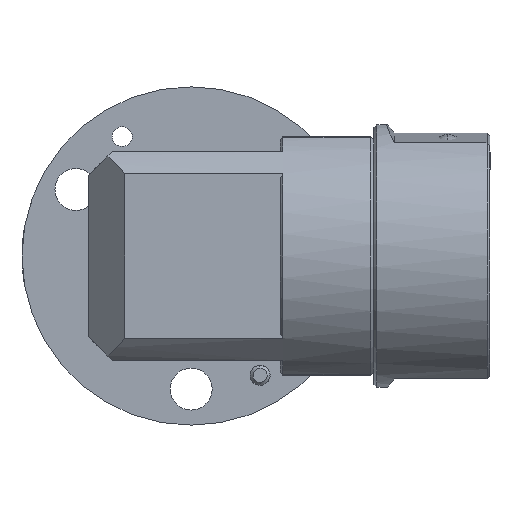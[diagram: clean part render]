
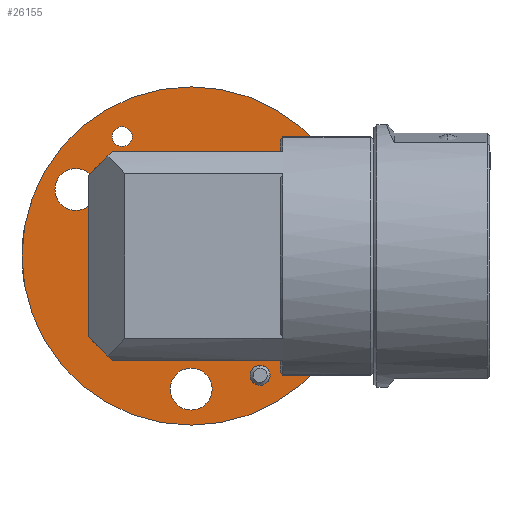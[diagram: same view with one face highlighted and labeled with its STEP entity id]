
A CAD part, left-side view. The second image highlights one B-rep face of the part: STEP entity #26155.
In plain terms, the highlighted face is planar.
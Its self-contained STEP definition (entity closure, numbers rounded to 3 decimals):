
#2688 = CIRCLE ( 'NONE', #2722, 28.25 ) ;
#2718 = CARTESIAN_POINT ( 'NONE',  ( 10.7, 19.247, -14.613 ) ) ;
#2722 = AXIS2_PLACEMENT_3D ( 'NONE', #2768, #2759, #2758 ) ;
#2739 = CIRCLE ( 'NONE', #2773, 1.65 ) ;
#2743 = CARTESIAN_POINT ( 'NONE',  ( 10.7, 11.505, -18.277 ) ) ;
#2758 = DIRECTION ( 'NONE',  ( 0., 0., 1. ) ) ;
#2759 = DIRECTION ( 'NONE',  ( -1., 0., 0. ) ) ;
#2768 = CARTESIAN_POINT ( 'NONE',  ( 10.7, 0., 0. ) ) ;
#2770 = DIRECTION ( 'NONE',  ( 0., 0., 1. ) ) ;
#2771 = DIRECTION ( 'NONE',  ( -1., 0., 0. ) ) ;
#2772 = CARTESIAN_POINT ( 'NONE',  ( 10.7, 11.505, -19.927 ) ) ;
#2773 = AXIS2_PLACEMENT_3D ( 'NONE', #2772, #2771, #2770 ) ;
#2774 = AXIS2_PLACEMENT_3D ( 'NONE', #2785, #2838, #2837 ) ;
#2784 = CIRCLE ( 'NONE', #2774, 16.1 ) ;
#2785 = CARTESIAN_POINT ( 'NONE',  ( 10.7, 0., 0. ) ) ;
#2788 = AXIS2_PLACEMENT_3D ( 'NONE', #2821, #2820, #2819 ) ;
#2796 = CIRCLE ( 'NONE', #2788, 3.5 ) ;
#2819 = DIRECTION ( 'NONE',  ( 0., 0., 1. ) ) ;
#2820 = DIRECTION ( 'NONE',  ( -1., 0., 0. ) ) ;
#2821 = CARTESIAN_POINT ( 'NONE',  ( 10.7, 19.247, -11.113 ) ) ;
#2837 = DIRECTION ( 'NONE',  ( 0., 0., 1. ) ) ;
#2838 = DIRECTION ( 'NONE',  ( -1., 0., 0. ) ) ;
#2859 = CARTESIAN_POINT ( 'NONE',  ( 10.7, 11.505, -21.577 ) ) ;
#2863 = CARTESIAN_POINT ( 'NONE',  ( 10.7, -11.505, 21.577 ) ) ;
#2929 = CARTESIAN_POINT ( 'NONE',  ( 10.7, 19.247, -7.613 ) ) ;
#2978 = DIRECTION ( 'NONE',  ( 0., 0., 1. ) ) ;
#2979 = DIRECTION ( 'NONE',  ( -1., 0., 0. ) ) ;
#2980 = AXIS2_PLACEMENT_3D ( 'NONE', #3035, #3034, #3033 ) ;
#2982 = CIRCLE ( 'NONE', #2980, 1.65 ) ;
#2983 = CARTESIAN_POINT ( 'NONE',  ( 10.7, 28.25, 0. ) ) ;
#2984 = CARTESIAN_POINT ( 'NONE',  ( 10.7, -19.247, -11.113 ) ) ;
#2985 = FACE_BOUND ( 'NONE', #25950, .T. ) ;
#2986 = FACE_OUTER_BOUND ( 'NONE', #26226, .T. ) ;
#2990 = PLANE ( 'NONE',  #3005 ) ;
#2991 = FACE_BOUND ( 'NONE', #26109, .T. ) ;
#2995 = FACE_BOUND ( 'NONE', #26234, .T. ) ;
#2998 = FACE_BOUND ( 'NONE', #26187, .T. ) ;
#3004 = FACE_BOUND ( 'NONE', #26233, .T. ) ;
#3005 = AXIS2_PLACEMENT_3D ( 'NONE', #2983, #2979, #2978 ) ;
#3008 = FACE_BOUND ( 'NONE', #26241, .T. ) ;
#3033 = DIRECTION ( 'NONE',  ( 0., 0., 1. ) ) ;
#3034 = DIRECTION ( 'NONE',  ( -1., 0., 0. ) ) ;
#3035 = CARTESIAN_POINT ( 'NONE',  ( 10.7, -11.505, 19.927 ) ) ;
#3039 = CARTESIAN_POINT ( 'NONE',  ( 10.7, 0., 22.225 ) ) ;
#3040 = DIRECTION ( 'NONE',  ( 0., 0., 1. ) ) ;
#3041 = CIRCLE ( 'NONE', #3051, 1.65 ) ;
#3044 = DIRECTION ( 'NONE',  ( 0., 0., 1. ) ) ;
#3045 = DIRECTION ( 'NONE',  ( -1., 0., 0. ) ) ;
#3046 = CARTESIAN_POINT ( 'NONE',  ( 10.7, 11.505, -19.927 ) ) ;
#3047 = AXIS2_PLACEMENT_3D ( 'NONE', #3046, #3045, #3044 ) ;
#3048 = CIRCLE ( 'NONE', #3047, 1.65 ) ;
#3049 = DIRECTION ( 'NONE',  ( -1., 0., 0. ) ) ;
#3050 = CARTESIAN_POINT ( 'NONE',  ( 10.7, -11.505, 19.927 ) ) ;
#3051 = AXIS2_PLACEMENT_3D ( 'NONE', #3050, #3049, #3040 ) ;
#3052 = DIRECTION ( 'NONE',  ( 0., 0., 1. ) ) ;
#3053 = DIRECTION ( 'NONE',  ( -1., 0., 0. ) ) ;
#3054 = AXIS2_PLACEMENT_3D ( 'NONE', #2984, #3053, #3052 ) ;
#3065 = CIRCLE ( 'NONE', #3054, 3.5 ) ;
#3090 = DIRECTION ( 'NONE',  ( 0., 0., 1. ) ) ;
#3091 = DIRECTION ( 'NONE',  ( -1., 0., 0. ) ) ;
#3092 = AXIS2_PLACEMENT_3D ( 'NONE', #3039, #3091, #3090 ) ;
#3099 = CIRCLE ( 'NONE', #3092, 3.5 ) ;
#3107 = CARTESIAN_POINT ( 'NONE',  ( 10.7, 19.247, -11.113 ) ) ;
#3148 = CARTESIAN_POINT ( 'NONE',  ( 10.7, -11.505, 18.277 ) ) ;
#3161 = DIRECTION ( 'NONE',  ( 0., 0., 1. ) ) ;
#3162 = DIRECTION ( 'NONE',  ( -1., 0., 0. ) ) ;
#3163 = AXIS2_PLACEMENT_3D ( 'NONE', #3107, #3162, #3161 ) ;
#3164 = CIRCLE ( 'NONE', #3163, 3.5 ) ;
#3447 = AXIS2_PLACEMENT_3D ( 'NONE', #3491, #3493, #3482 ) ;
#3482 = DIRECTION ( 'NONE',  ( 0., 0., 1. ) ) ;
#3491 = CARTESIAN_POINT ( 'NONE',  ( 10.7, -19.247, -11.113 ) ) ;
#3493 = DIRECTION ( 'NONE',  ( -1., 0., 0. ) ) ;
#3495 = CIRCLE ( 'NONE', #3447, 3.5 ) ;
#3497 = AXIS2_PLACEMENT_3D ( 'NONE', #3507, #3555, #3554 ) ;
#3501 = CARTESIAN_POINT ( 'NONE',  ( 10.7, 0., 25.725 ) ) ;
#3507 = CARTESIAN_POINT ( 'NONE',  ( 10.7, 0., 0. ) ) ;
#3512 = CARTESIAN_POINT ( 'NONE',  ( 10.7, -19.247, -14.613 ) ) ;
#3514 = CIRCLE ( 'NONE', #3497, 16.1 ) ;
#3554 = DIRECTION ( 'NONE',  ( 0., 0., 1. ) ) ;
#3555 = DIRECTION ( 'NONE',  ( -1., 0., 0. ) ) ;
#3563 = DIRECTION ( 'NONE',  ( -1., 0., 0. ) ) ;
#3577 = CIRCLE ( 'NONE', #3620, 3.5 ) ;
#3619 = DIRECTION ( 'NONE',  ( 0., 0., 1. ) ) ;
#3620 = AXIS2_PLACEMENT_3D ( 'NONE', #3629, #3563, #3619 ) ;
#3629 = CARTESIAN_POINT ( 'NONE',  ( 10.7, 0., 22.225 ) ) ;
#3716 = CARTESIAN_POINT ( 'NONE',  ( 10.7, -19.247, -7.613 ) ) ;
#3759 = CARTESIAN_POINT ( 'NONE',  ( 10.7, 0., 18.725 ) ) ;
#3905 = CARTESIAN_POINT ( 'NONE',  ( 10.7, 0., 16.1 ) ) ;
#4022 = CARTESIAN_POINT ( 'NONE',  ( 10.7, 0., -16.1 ) ) ;
#4047 = CARTESIAN_POINT ( 'NONE',  ( 10.7, 0., 28.25 ) ) ;
#4436 = DIRECTION ( 'NONE',  ( 0., 0., 1. ) ) ;
#4437 = DIRECTION ( 'NONE',  ( -1., 0., 0. ) ) ;
#4438 = AXIS2_PLACEMENT_3D ( 'NONE', #4448, #4437, #4436 ) ;
#4448 = CARTESIAN_POINT ( 'NONE',  ( 10.7, 0., 0. ) ) ;
#4464 = CIRCLE ( 'NONE', #4438, 28.25 ) ;
#4497 = CARTESIAN_POINT ( 'NONE',  ( 10.7, 0., -28.25 ) ) ;
#25950 = EDGE_LOOP ( 'NONE', ( #29147, #26525 ) ) ;
#26025 = VERTEX_POINT ( 'NONE', #2718 ) ;
#26032 = EDGE_CURVE ( 'NONE', #26084, #26047, #2739, .T. ) ;
#26036 = EDGE_CURVE ( 'NONE', #32169, #29385, #2688, .T. ) ;
#26047 = VERTEX_POINT ( 'NONE', #2743 ) ;
#26059 = EDGE_CURVE ( 'NONE', #29291, #28974, #2784, .T. ) ;
#26062 = EDGE_CURVE ( 'NONE', #26025, #26119, #2796, .T. ) ;
#26083 = VERTEX_POINT ( 'NONE', #2863 ) ;
#26084 = VERTEX_POINT ( 'NONE', #2859 ) ;
#26109 = EDGE_LOOP ( 'NONE', ( #26110, #26173 ) ) ;
#26110 = ORIENTED_EDGE ( 'NONE', *, *, #26189, .T. ) ;
#26119 = VERTEX_POINT ( 'NONE', #2929 ) ;
#26130 = ORIENTED_EDGE ( 'NONE', *, *, #26062, .T. ) ;
#26131 = ORIENTED_EDGE ( 'NONE', *, *, #26156, .T. ) ;
#26132 = ORIENTED_EDGE ( 'NONE', *, *, #26195, .T. ) ;
#26155 = ADVANCED_FACE ( 'NONE', ( #2998, #2991, #2995, #3004, #3008, #2986, #2985 ), #2990, .F. ) ;
#26156 = EDGE_CURVE ( 'NONE', #26252, #26083, #2982, .T. ) ;
#26173 = ORIENTED_EDGE ( 'NONE', *, *, #26032, .T. ) ;
#26179 = ORIENTED_EDGE ( 'NONE', *, *, #27171, .T. ) ;
#26180 = ORIENTED_EDGE ( 'NONE', *, *, #26240, .T. ) ;
#26184 = EDGE_CURVE ( 'NONE', #28231, #27287, #3065, .T. ) ;
#26187 = EDGE_LOOP ( 'NONE', ( #26132, #26131 ) ) ;
#26189 = EDGE_CURVE ( 'NONE', #26047, #26084, #3048, .T. ) ;
#26195 = EDGE_CURVE ( 'NONE', #26083, #26252, #3041, .T. ) ;
#26196 = ORIENTED_EDGE ( 'NONE', *, *, #27772, .T. ) ;
#26201 = EDGE_CURVE ( 'NONE', #27316, #28237, #3099, .T. ) ;
#26219 = ORIENTED_EDGE ( 'NONE', *, *, #26201, .T. ) ;
#26226 = EDGE_LOOP ( 'NONE', ( #26227, #27517 ) ) ;
#26227 = ORIENTED_EDGE ( 'NONE', *, *, #32064, .F. ) ;
#26233 = EDGE_LOOP ( 'NONE', ( #26245, #26179 ) ) ;
#26234 = EDGE_LOOP ( 'NONE', ( #26180, #26130 ) ) ;
#26240 = EDGE_CURVE ( 'NONE', #26119, #26025, #3164, .T. ) ;
#26241 = EDGE_LOOP ( 'NONE', ( #26219, #26196 ) ) ;
#26245 = ORIENTED_EDGE ( 'NONE', *, *, #26184, .T. ) ;
#26252 = VERTEX_POINT ( 'NONE', #3148 ) ;
#26525 = ORIENTED_EDGE ( 'NONE', *, *, #26059, .T. ) ;
#27171 = EDGE_CURVE ( 'NONE', #27287, #28231, #3495, .T. ) ;
#27287 = VERTEX_POINT ( 'NONE', #3512 ) ;
#27316 = VERTEX_POINT ( 'NONE', #3501 ) ;
#27324 = EDGE_CURVE ( 'NONE', #28974, #29291, #3514, .T. ) ;
#27517 = ORIENTED_EDGE ( 'NONE', *, *, #26036, .F. ) ;
#27772 = EDGE_CURVE ( 'NONE', #28237, #27316, #3577, .T. ) ;
#28231 = VERTEX_POINT ( 'NONE', #3716 ) ;
#28237 = VERTEX_POINT ( 'NONE', #3759 ) ;
#28974 = VERTEX_POINT ( 'NONE', #3905 ) ;
#29147 = ORIENTED_EDGE ( 'NONE', *, *, #27324, .T. ) ;
#29291 = VERTEX_POINT ( 'NONE', #4022 ) ;
#29385 = VERTEX_POINT ( 'NONE', #4047 ) ;
#32064 = EDGE_CURVE ( 'NONE', #29385, #32169, #4464, .T. ) ;
#32169 = VERTEX_POINT ( 'NONE', #4497 ) ;
